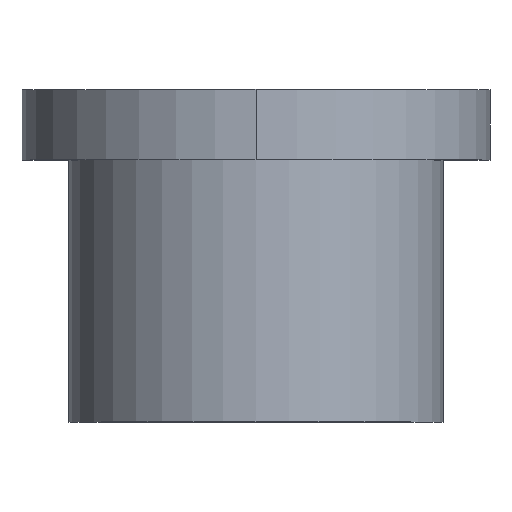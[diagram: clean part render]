
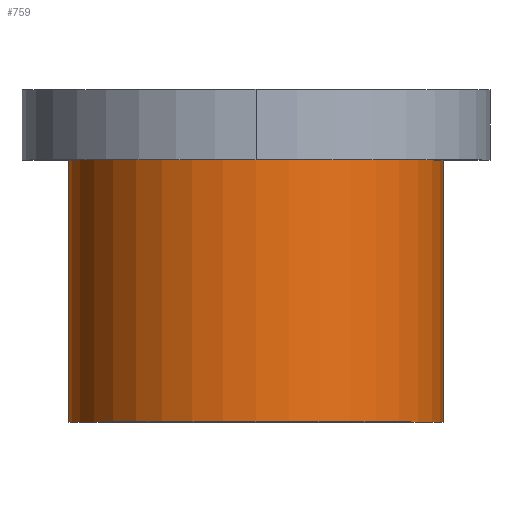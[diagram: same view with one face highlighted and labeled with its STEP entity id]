
A CAD part, top view. The second image highlights one B-rep face of the part: STEP entity #759.
In plain terms, the highlighted cylindrical face has radius 4 mm (diameter 8 mm), a partial arc.
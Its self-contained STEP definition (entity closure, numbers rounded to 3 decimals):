
#23=CARTESIAN_POINT('',(0.,0.,0.));
#24=DIRECTION('',(0.,1.,0.));
#25=DIRECTION('',(-1.,0.,0.));
#26=AXIS2_PLACEMENT_3D('',#23,#24,#25);
#178=DIRECTION('',(0.,1.,0.));
#179=VECTOR('',#178,5.6);
#180=CARTESIAN_POINT('',(4.,0.,0.));
#181=LINE('',#180,#179);
#197=CARTESIAN_POINT('',(0.,5.6,0.));
#198=DIRECTION('',(0.,1.,0.));
#199=DIRECTION('',(-1.,0.,0.));
#200=AXIS2_PLACEMENT_3D('',#197,#198,#199);
#266=DIRECTION('',(0.,1.,0.));
#267=VECTOR('',#266,5.6);
#268=CARTESIAN_POINT('',(-4.,0.,0.));
#269=LINE('',#268,#267);
#270=CARTESIAN_POINT('',(4.,0.,0.));
#271=CARTESIAN_POINT('',(-4.,0.,0.));
#272=VERTEX_POINT('',#270);
#273=VERTEX_POINT('',#271);
#282=CARTESIAN_POINT('',(4.,5.6,0.));
#283=CARTESIAN_POINT('',(-4.,5.6,0.));
#284=VERTEX_POINT('',#282);
#285=VERTEX_POINT('',#283);
#748=CARTESIAN_POINT('',(0.,0.,0.));
#749=DIRECTION('',(0.,1.,0.));
#750=DIRECTION('',(1.,0.,0.));
#751=AXIS2_PLACEMENT_3D('',#748,#749,#750);
#752=CYLINDRICAL_SURFACE('',#751,4.);
#753=ORIENTED_EDGE('',*,*,#629,.T.);
#754=ORIENTED_EDGE('',*,*,#612,.F.);
#755=ORIENTED_EDGE('',*,*,#357,.F.);
#756=ORIENTED_EDGE('',*,*,#609,.T.);
#757=EDGE_LOOP('',(#753,#754,#755,#756));
#758=FACE_OUTER_BOUND('',#757,.F.);
#759=ADVANCED_FACE('',(#758),#752,.T.);
#27=CIRCLE('',#26,4.);
#201=CIRCLE('',#200,4.);
#357=EDGE_CURVE('',#273,#272,#27,.T.);
#609=EDGE_CURVE('',#273,#285,#269,.T.);
#612=EDGE_CURVE('',#272,#284,#181,.T.);
#629=EDGE_CURVE('',#285,#284,#201,.T.);
